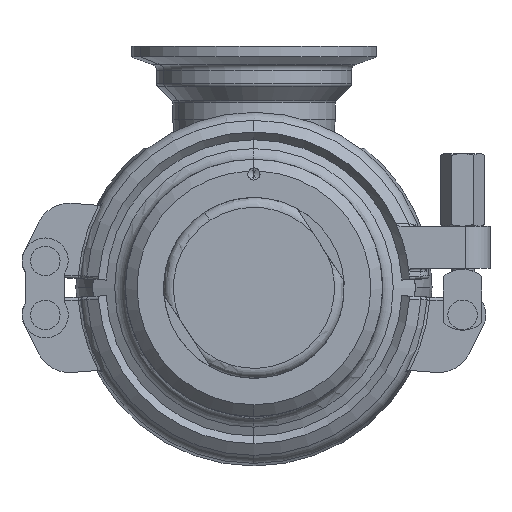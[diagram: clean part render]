
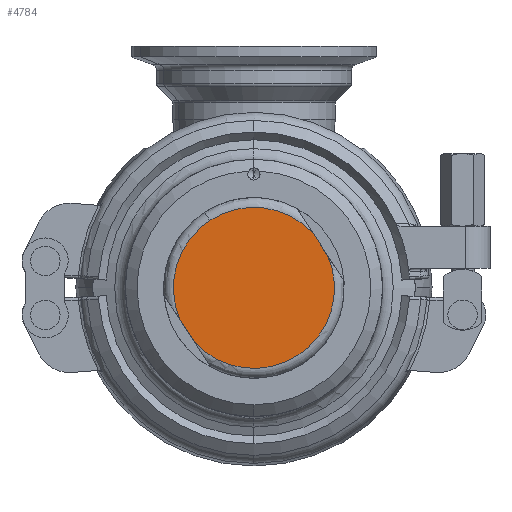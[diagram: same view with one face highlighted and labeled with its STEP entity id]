
A CAD part, front view. The second image highlights one B-rep face of the part: STEP entity #4784.
In plain terms, the highlighted planar face has unit normal (0, -1, 0).
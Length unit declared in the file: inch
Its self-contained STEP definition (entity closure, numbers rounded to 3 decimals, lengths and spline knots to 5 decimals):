
#132 = VECTOR ( 'NONE', #10145, 39.37008 ) ;
#594 = CIRCLE ( 'NONE', #8118, 0.825 ) ;
#1002 = EDGE_LOOP ( 'NONE', ( #7677, #5524, #9901, #8542, #8263 ) ) ;
#1344 = DIRECTION ( 'NONE',  ( 0., -1., 0. ) ) ;
#1601 = VERTEX_POINT ( 'NONE', #5947 ) ;
#1626 = DIRECTION ( 'NONE',  ( 0., -1., 0. ) ) ;
#1891 = VERTEX_POINT ( 'NONE', #10618 ) ;
#1961 = EDGE_CURVE ( 'NONE', #9647, #2709, #10056, .T. ) ;
#2002 = CARTESIAN_POINT ( 'NONE',  ( 0.75845, -7.243, 0.32462 ) ) ;
#2289 = EDGE_CURVE ( 'NONE', #2709, #1891, #594, .T. ) ;
#2677 = VERTEX_POINT ( 'NONE', #8810 ) ;
#2700 = PLANE ( 'NONE',  #9631 ) ;
#2709 = VERTEX_POINT ( 'NONE', #4144 ) ;
#2824 = CIRCLE ( 'NONE', #6391, 0.825 ) ;
#3242 = DIRECTION ( 'NONE',  ( -0.547, 0., 0.837 ) ) ;
#4144 = CARTESIAN_POINT ( 'NONE',  ( 0.60195, -7.243, 0.56417 ) ) ;
#4324 = DIRECTION ( 'NONE',  ( 0., 1., 0. ) ) ;
#4784 = ADVANCED_FACE ( 'NONE', ( #10393 ), #2700, .F. ) ;
#4951 = EDGE_CURVE ( 'NONE', #1601, #9647, #2824, .T. ) ;
#4975 = DIRECTION ( 'NONE',  ( -0.547, 0., 0.837 ) ) ;
#5319 = CIRCLE ( 'NONE', #10526, 0.825 ) ;
#5353 = EDGE_CURVE ( 'NONE', #2677, #1601, #7548, .T. ) ;
#5524 = ORIENTED_EDGE ( 'NONE', *, *, #1961, .T. ) ;
#5716 = DIRECTION ( 'NONE',  ( -0.547, 0., 0.837 ) ) ;
#5920 = CARTESIAN_POINT ( 'NONE',  ( -0.6802, -7.243, -0.44439 ) ) ;
#5930 = DIRECTION ( 'NONE',  ( 0., -1., 0. ) ) ;
#5947 = CARTESIAN_POINT ( 'NONE',  ( -0.60195, -7.243, -0.56417 ) ) ;
#6163 = DIRECTION ( 'NONE',  ( 1., 0., 0. ) ) ;
#6391 = AXIS2_PLACEMENT_3D ( 'NONE', #9084, #1344, #8237 ) ;
#6618 = CARTESIAN_POINT ( 'NONE',  ( 0.6802, -7.243, 0.44439 ) ) ;
#6831 = CARTESIAN_POINT ( 'NONE',  ( -0.69066, -7.243, -0.45123 ) ) ;
#7548 = LINE ( 'NONE', #5920, #132 ) ;
#7677 = ORIENTED_EDGE ( 'NONE', *, *, #4951, .T. ) ;
#8118 = AXIS2_PLACEMENT_3D ( 'NONE', #8409, #5930, #3242 ) ;
#8237 = DIRECTION ( 'NONE',  ( -0.547, 0., 0.837 ) ) ;
#8263 = ORIENTED_EDGE ( 'NONE', *, *, #5353, .T. ) ;
#8409 = CARTESIAN_POINT ( 'NONE',  ( 0., -7.243, 0. ) ) ;
#8455 = CARTESIAN_POINT ( 'NONE',  ( 0., -7.243, 0. ) ) ;
#8478 = VECTOR ( 'NONE', #5716, 39.37008 ) ;
#8542 = ORIENTED_EDGE ( 'NONE', *, *, #9005, .T. ) ;
#8810 = CARTESIAN_POINT ( 'NONE',  ( -0.75845, -7.243, -0.32462 ) ) ;
#9005 = EDGE_CURVE ( 'NONE', #1891, #2677, #5319, .T. ) ;
#9084 = CARTESIAN_POINT ( 'NONE',  ( 0., -7.243, 0. ) ) ;
#9631 = AXIS2_PLACEMENT_3D ( 'NONE', #6831, #4324, #6163 ) ;
#9647 = VERTEX_POINT ( 'NONE', #2002 ) ;
#9901 = ORIENTED_EDGE ( 'NONE', *, *, #2289, .T. ) ;
#10056 = LINE ( 'NONE', #6618, #8478 ) ;
#10145 = DIRECTION ( 'NONE',  ( 0.547, 0., -0.837 ) ) ;
#10393 = FACE_OUTER_BOUND ( 'NONE', #1002, .T. ) ;
#10526 = AXIS2_PLACEMENT_3D ( 'NONE', #8455, #1626, #4975 ) ;
#10618 = CARTESIAN_POINT ( 'NONE',  ( -0.45123, -7.243, 0.69066 ) ) ;
